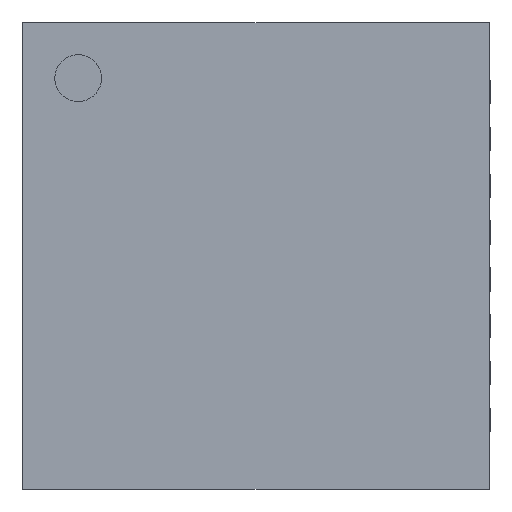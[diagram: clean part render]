
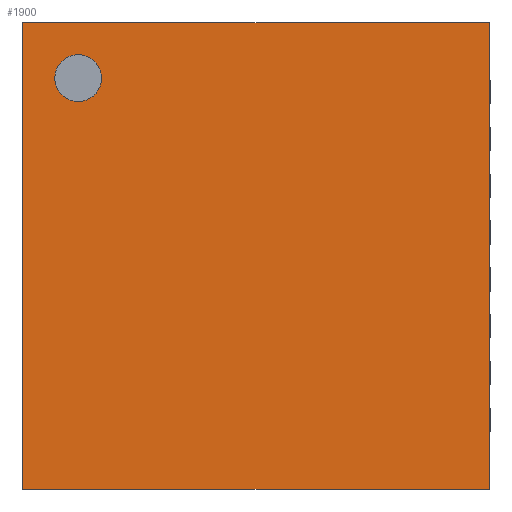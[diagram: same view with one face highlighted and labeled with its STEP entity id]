
A CAD part, top view. The second image highlights one B-rep face of the part: STEP entity #1900.
In plain terms, the highlighted planar face has unit normal (0, 0, 1).
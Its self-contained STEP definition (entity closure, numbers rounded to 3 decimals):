
#12=DIRECTION('',(0.,0.,1.));
#49=DIRECTION('',(0.,0.,-1.));
#152=VECTOR('',#153,1.);
#153=DIRECTION('',(0.,-1.,0.));
#159=VECTOR('',#160,1.);
#160=DIRECTION('',(1.,0.,0.));
#565=VERTEX_POINT('',#566);
#566=CARTESIAN_POINT('',(-2.49,2.49,0.77));
#568=ORIENTED_EDGE('',*,*,#569,.T.);
#569=EDGE_CURVE('',#565,#570,#572,.T.);
#570=VERTEX_POINT('',#571);
#571=CARTESIAN_POINT('',(-2.49,-2.49,0.77));
#572=LINE('',#566,#152);
#718=VERTEX_POINT('',#719);
#719=CARTESIAN_POINT('',(2.49,2.49,0.77));
#722=EDGE_CURVE('',#718,#723,#725,.T.);
#723=VERTEX_POINT('',#724);
#724=CARTESIAN_POINT('',(2.49,-2.49,0.77));
#725=LINE('',#719,#152);
#864=ORIENTED_EDGE('',*,*,#865,.F.);
#865=EDGE_CURVE('',#565,#718,#866,.T.);
#866=LINE('',#566,#159);
#1820=EDGE_CURVE('',#570,#723,#1821,.T.);
#1821=LINE('',#571,#159);
#1900=ADVANCED_FACE('',(#1901,#1905),#1915,.T.);
#1901=FACE_BOUND('',#1902,.T.);
#1902=EDGE_LOOP('',(#864,#568,#1903,#1904));
#1903=ORIENTED_EDGE('',*,*,#1820,.T.);
#1904=ORIENTED_EDGE('',*,*,#722,.F.);
#1905=FACE_BOUND('',#1906,.T.);
#1906=EDGE_LOOP('',(#1907));
#1907=ORIENTED_EDGE('',*,*,#1908,.T.);
#1908=EDGE_CURVE('',#1909,#1909,#1911,.T.);
#1909=VERTEX_POINT('',#1910);
#1910=CARTESIAN_POINT('',(-1.9,1.65,0.77));
#1911=CIRCLE('',#1912,0.25);
#1912=AXIS2_PLACEMENT_3D('',#1913,#49,#1914);
#1913=CARTESIAN_POINT('',(-1.9,1.9,0.77));
#1914=DIRECTION('',(0.,-1.,0.));
#1915=PLANE('',#1916);
#1916=AXIS2_PLACEMENT_3D('',#566,#12,#153);
